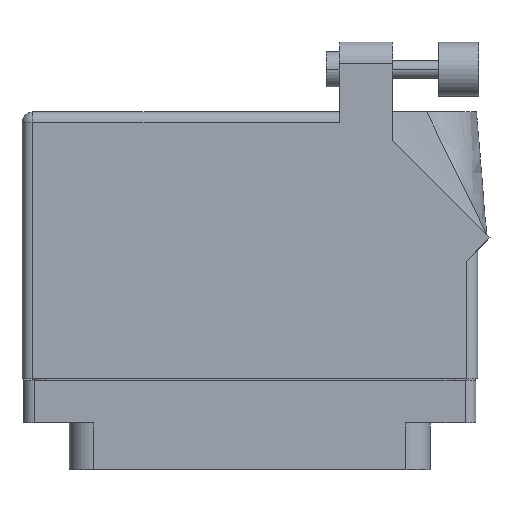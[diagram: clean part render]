
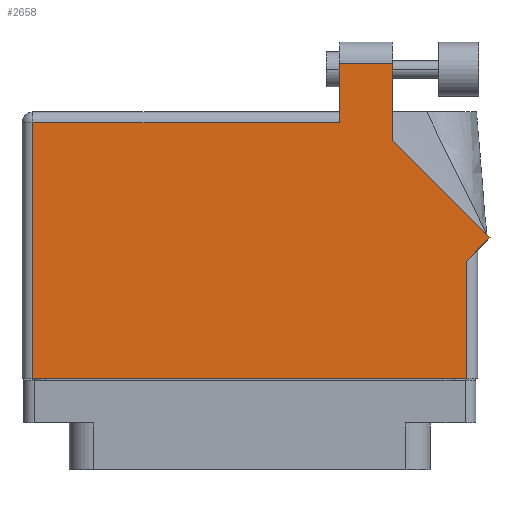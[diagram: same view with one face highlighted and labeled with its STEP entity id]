
A CAD part, front view. The second image highlights one B-rep face of the part: STEP entity #2658.
In plain terms, the highlighted face is planar.
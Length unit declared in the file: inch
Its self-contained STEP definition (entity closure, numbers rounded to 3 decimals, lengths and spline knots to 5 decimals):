
#249 = CARTESIAN_POINT ( 'NONE',  ( 0.82, 1.26442, 0.455 ) ) ;
#1877 = DIRECTION ( 'NONE',  ( -1., 0., 0. ) ) ;
#2616 = CARTESIAN_POINT ( 'NONE',  ( 0.513, 1.368, 0.455 ) ) ;
#2658 = ADVANCED_FACE ( 'NONE', ( #28680 ), #31004, .F. ) ;
#2791 = VERTEX_POINT ( 'NONE', #26332 ) ;
#3595 = LINE ( 'NONE', #249, #28244 ) ;
#3987 = VECTOR ( 'NONE', #28932, 39.37008 ) ;
#5965 = ORIENTED_EDGE ( 'NONE', *, *, #27618, .T. ) ;
#6027 = ORIENTED_EDGE ( 'NONE', *, *, #30980, .T. ) ;
#6159 = DIRECTION ( 'NONE',  ( 1., 0., 0. ) ) ;
#6753 = LINE ( 'NONE', #33743, #33976 ) ;
#6977 = VERTEX_POINT ( 'NONE', #29005 ) ;
#8257 = CARTESIAN_POINT ( 'NONE',  ( -1.244, -0.1, 0.455 ) ) ;
#9138 = LINE ( 'NONE', #22630, #17001 ) ;
#9298 = EDGE_LOOP ( 'NONE', ( #5965, #15948, #20184, #11153, #34551, #6027, #10012, #15083, #16453 ) ) ;
#9948 = VERTEX_POINT ( 'NONE', #28475 ) ;
#10012 = ORIENTED_EDGE ( 'NONE', *, *, #18433, .T. ) ;
#10013 = CARTESIAN_POINT ( 'NONE',  ( 1.37671, 0.70771, 0.455 ) ) ;
#10954 = LINE ( 'NONE', #42248, #17213 ) ;
#11153 = ORIENTED_EDGE ( 'NONE', *, *, #42313, .T. ) ;
#12558 = CARTESIAN_POINT ( 'NONE',  ( 0.82, 1.26442, 0.455 ) ) ;
#13172 = DIRECTION ( 'NONE',  ( 0., -1., 0. ) ) ;
#15083 = ORIENTED_EDGE ( 'NONE', *, *, #33936, .T. ) ;
#15268 = VERTEX_POINT ( 'NONE', #10013 ) ;
#15509 = VERTEX_POINT ( 'NONE', #39054 ) ;
#15640 = EDGE_CURVE ( 'NONE', #25848, #21317, #30898, .T. ) ;
#15948 = ORIENTED_EDGE ( 'NONE', *, *, #18241, .T. ) ;
#16294 = DIRECTION ( 'NONE',  ( 0., 1., 0. ) ) ;
#16410 = CARTESIAN_POINT ( 'NONE',  ( -1.306, -0.1, 0.455 ) ) ;
#16429 = VERTEX_POINT ( 'NONE', #12558 ) ;
#16453 = ORIENTED_EDGE ( 'NONE', *, *, #25749, .T. ) ;
#16911 = DIRECTION ( 'NONE',  ( -0.707, 0.707, 0. ) ) ;
#17001 = VECTOR ( 'NONE', #42593, 39.37008 ) ;
#17213 = VECTOR ( 'NONE', #1877, 39.37008 ) ;
#17222 = CARTESIAN_POINT ( 'NONE',  ( 0.513, 1.43, 0.455 ) ) ;
#18241 = EDGE_CURVE ( 'NONE', #6977, #9948, #9138, .T. ) ;
#18433 = EDGE_CURVE ( 'NONE', #15509, #2791, #39962, .T. ) ;
#18463 = LINE ( 'NONE', #17222, #35722 ) ;
#20184 = ORIENTED_EDGE ( 'NONE', *, *, #24276, .T. ) ;
#20987 = CARTESIAN_POINT ( 'NONE',  ( -1.244, 1.368, 0.455 ) ) ;
#21305 = LINE ( 'NONE', #22331, #3987 ) ;
#21317 = VERTEX_POINT ( 'NONE', #8257 ) ;
#21632 = VECTOR ( 'NONE', #6159, 39.37008 ) ;
#22331 = CARTESIAN_POINT ( 'NONE',  ( 1.306, 0.637, 0.455 ) ) ;
#22630 = CARTESIAN_POINT ( 'NONE',  ( 0.513, 1.705, 0.455 ) ) ;
#22921 = CARTESIAN_POINT ( 'NONE',  ( 1.244, 0.637, 0.455 ) ) ;
#24276 = EDGE_CURVE ( 'NONE', #9948, #39582, #18463, .T. ) ;
#24430 = CARTESIAN_POINT ( 'NONE',  ( -1.306, 1.43, 0.455 ) ) ;
#25749 = EDGE_CURVE ( 'NONE', #15268, #16429, #6753, .T. ) ;
#25848 = VERTEX_POINT ( 'NONE', #20987 ) ;
#25856 = LINE ( 'NONE', #16410, #21632 ) ;
#26332 = CARTESIAN_POINT ( 'NONE',  ( 1.244, 0.575, 0.455 ) ) ;
#27618 = EDGE_CURVE ( 'NONE', #16429, #6977, #3595, .T. ) ;
#28244 = VECTOR ( 'NONE', #33519, 39.37008 ) ;
#28475 = CARTESIAN_POINT ( 'NONE',  ( 0.513, 1.705, 0.455 ) ) ;
#28680 = FACE_OUTER_BOUND ( 'NONE', #9298, .T. ) ;
#28932 = DIRECTION ( 'NONE',  ( 0.707, 0.707, 0. ) ) ;
#29005 = CARTESIAN_POINT ( 'NONE',  ( 0.82, 1.705, 0.455 ) ) ;
#30898 = LINE ( 'NONE', #36004, #38704 ) ;
#30980 = EDGE_CURVE ( 'NONE', #21317, #15509, #25856, .T. ) ;
#31004 = PLANE ( 'NONE',  #37510 ) ;
#31105 = VECTOR ( 'NONE', #16294, 39.37008 ) ;
#33519 = DIRECTION ( 'NONE',  ( 0., 1., 0. ) ) ;
#33743 = CARTESIAN_POINT ( 'NONE',  ( 1.37671, 0.70771, 0.455 ) ) ;
#33936 = EDGE_CURVE ( 'NONE', #2791, #15268, #21305, .T. ) ;
#33976 = VECTOR ( 'NONE', #16911, 39.37008 ) ;
#34551 = ORIENTED_EDGE ( 'NONE', *, *, #15640, .T. ) ;
#35514 = DIRECTION ( 'NONE',  ( -1., 0., 0. ) ) ;
#35722 = VECTOR ( 'NONE', #37397, 39.37008 ) ;
#36004 = CARTESIAN_POINT ( 'NONE',  ( -1.244, -0.1, 0.455 ) ) ;
#37397 = DIRECTION ( 'NONE',  ( 0., -1., 0. ) ) ;
#37510 = AXIS2_PLACEMENT_3D ( 'NONE', #24430, #38268, #35514 ) ;
#38268 = DIRECTION ( 'NONE',  ( 0., 0., -1. ) ) ;
#38704 = VECTOR ( 'NONE', #13172, 39.37008 ) ;
#39054 = CARTESIAN_POINT ( 'NONE',  ( 1.244, -0.1, 0.455 ) ) ;
#39582 = VERTEX_POINT ( 'NONE', #2616 ) ;
#39962 = LINE ( 'NONE', #22921, #31105 ) ;
#42248 = CARTESIAN_POINT ( 'NONE',  ( -1.306, 1.368, 0.455 ) ) ;
#42313 = EDGE_CURVE ( 'NONE', #39582, #25848, #10954, .T. ) ;
#42593 = DIRECTION ( 'NONE',  ( -1., 0., 0. ) ) ;
